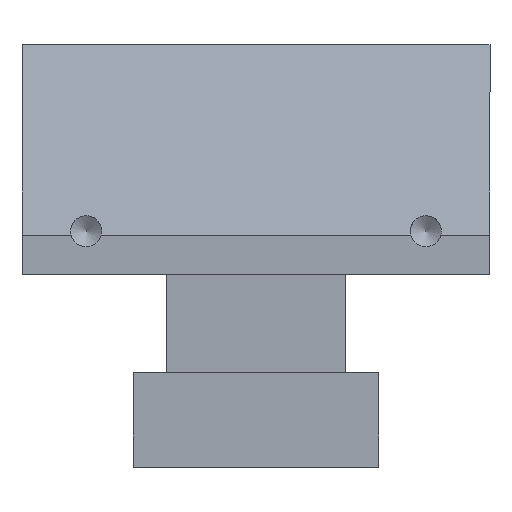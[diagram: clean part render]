
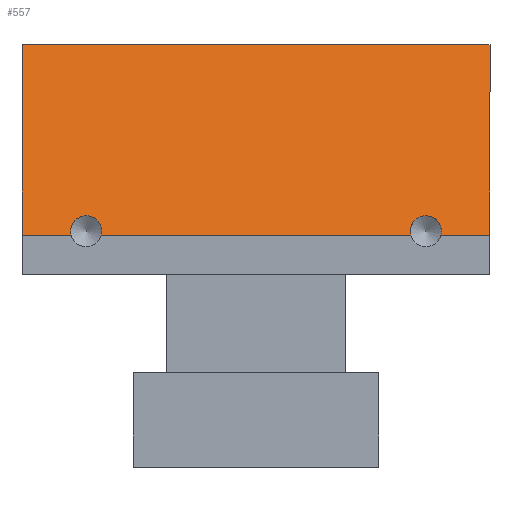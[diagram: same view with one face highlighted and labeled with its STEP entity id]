
A CAD part, front view. The second image highlights one B-rep face of the part: STEP entity #557.
In plain terms, the highlighted face is planar.
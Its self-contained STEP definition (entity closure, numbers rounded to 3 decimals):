
#557 = ADVANCED_FACE( '', ( #1174 ), #1175, .F. );
#1174 = FACE_OUTER_BOUND( '', #1800, .T. );
#1175 = PLANE( '', #1801 );
#1800 = EDGE_LOOP( '', ( #3055, #3056, #3057, #3058, #3059, #3060, #3061, #3062 ) );
#1801 = AXIS2_PLACEMENT_3D( '', #3063, #3064, #3065 );
#3055 = ORIENTED_EDGE( '', *, *, #3580, .T. );
#3056 = ORIENTED_EDGE( '', *, *, #3531, .T. );
#3057 = ORIENTED_EDGE( '', *, *, #3579, .T. );
#3058 = ORIENTED_EDGE( '', *, *, #3683, .T. );
#3059 = ORIENTED_EDGE( '', *, *, #3582, .T. );
#3060 = ORIENTED_EDGE( '', *, *, #3645, .T. );
#3061 = ORIENTED_EDGE( '', *, *, #3549, .F. );
#3062 = ORIENTED_EDGE( '', *, *, #3493, .F. );
#3063 = CARTESIAN_POINT( '', ( 24.8, 9.1, 34.75 ) );
#3064 = DIRECTION( '', ( 0., -0.966, -0.259 ) );
#3065 = DIRECTION( '', ( 0., 0.259, -0.966 ) );
#3493 = EDGE_CURVE( '', #4159, #4161, #4162, .T. );
#3531 = EDGE_CURVE( '', #4218, #4217, #4220, .T. );
#3549 = EDGE_CURVE( '', #4161, #4243, #4244, .T. );
#3579 = EDGE_CURVE( '', #4217, #4287, #4288, .T. );
#3580 = EDGE_CURVE( '', #4159, #4218, #4289, .T. );
#3582 = EDGE_CURVE( '', #4292, #4290, #4293, .T. );
#3645 = EDGE_CURVE( '', #4290, #4243, #4382, .T. );
#3683 = EDGE_CURVE( '', #4287, #4292, #4429, .T. );
#4159 = VERTEX_POINT( '', #5022 );
#4161 = VERTEX_POINT( '', #5025 );
#4162 = LINE( '', #5026, #5027 );
#4217 = VERTEX_POINT( '', #5115 );
#4218 = VERTEX_POINT( '', #5116 );
#4220 = ELLIPSE( '', #5118, 1.708, 1.65 );
#4243 = VERTEX_POINT( '', #5145 );
#4244 = LINE( '', #5146, #5147 );
#4287 = VERTEX_POINT( '', #5202 );
#4288 = LINE( '', #5203, #5204 );
#4289 = LINE( '', #5205, #5206 );
#4290 = VERTEX_POINT( '', #5207 );
#4292 = VERTEX_POINT( '', #5210 );
#4293 = LINE( '', #5211, #5212 );
#4382 = LINE( '', #5338, #5339 );
#4429 = ELLIPSE( '', #5393, 1.708, 1.65 );
#5022 = CARTESIAN_POINT( '', ( 24.8, 14.5, 14.597 ) );
#5025 = CARTESIAN_POINT( '', ( 24.8, 9.1, 34.75 ) );
#5026 = CARTESIAN_POINT( '', ( 24.8, 9.1, 34.75 ) );
#5027 = VECTOR( '', #5826, 1000. );
#5115 = CARTESIAN_POINT( '', ( 16.4, 14.5, 14.597 ) );
#5116 = CARTESIAN_POINT( '', ( 19.6, 14.5, 14.597 ) );
#5118 = AXIS2_PLACEMENT_3D( '', #5863, #5864, #5865 );
#5145 = CARTESIAN_POINT( '', ( -24.8, 9.1, 34.75 ) );
#5146 = CARTESIAN_POINT( '', ( 24.8, 9.1, 34.75 ) );
#5147 = VECTOR( '', #5885, 1000. );
#5202 = CARTESIAN_POINT( '', ( -16.4, 14.5, 14.597 ) );
#5203 = CARTESIAN_POINT( '', ( 24.8, 14.5, 14.597 ) );
#5204 = VECTOR( '', #5919, 1000. );
#5205 = CARTESIAN_POINT( '', ( 24.8, 14.5, 14.597 ) );
#5206 = VECTOR( '', #5920, 1000. );
#5207 = CARTESIAN_POINT( '', ( -24.8, 14.5, 14.597 ) );
#5210 = CARTESIAN_POINT( '', ( -19.6, 14.5, 14.597 ) );
#5211 = CARTESIAN_POINT( '', ( 24.8, 14.5, 14.597 ) );
#5212 = VECTOR( '', #5922, 1000. );
#5338 = CARTESIAN_POINT( '', ( -24.8, 9.1, 34.75 ) );
#5339 = VECTOR( '', #5987, 1000. );
#5393 = AXIS2_PLACEMENT_3D( '', #6022, #6023, #6024 );
#5826 = DIRECTION( '', ( 0., -0.259, 0.966 ) );
#5863 = CARTESIAN_POINT( '', ( 18., 14.392, 15. ) );
#5864 = DIRECTION( '', ( 0., -0.966, -0.259 ) );
#5865 = DIRECTION( '', ( 0., -0.259, 0.966 ) );
#5885 = DIRECTION( '', ( -1., 0., 0. ) );
#5919 = DIRECTION( '', ( -1., 0., 0. ) );
#5920 = DIRECTION( '', ( -1., 0., 0. ) );
#5922 = DIRECTION( '', ( -1., 0., 0. ) );
#5987 = DIRECTION( '', ( 0., -0.259, 0.966 ) );
#6022 = CARTESIAN_POINT( '', ( -18., 14.392, 15. ) );
#6023 = DIRECTION( '', ( 0., -0.966, -0.259 ) );
#6024 = DIRECTION( '', ( 0., -0.259, 0.966 ) );
